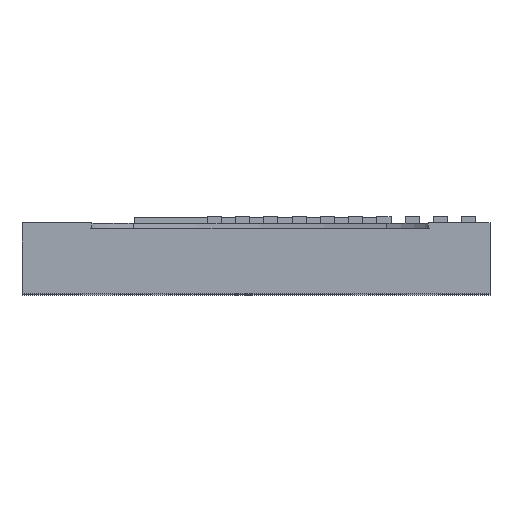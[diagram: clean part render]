
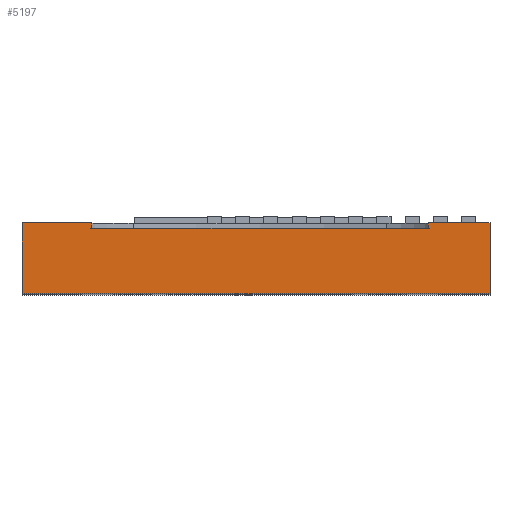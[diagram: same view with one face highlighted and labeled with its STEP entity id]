
A CAD part, top view. The second image highlights one B-rep face of the part: STEP entity #5197.
In plain terms, the highlighted planar face has unit normal (0, 0, 1).
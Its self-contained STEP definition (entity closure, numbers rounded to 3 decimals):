
#101 = VERTEX_POINT ( 'NONE', #5561 ) ;
#168 = DIRECTION ( 'NONE',  ( -1., 0., 0. ) ) ;
#264 = VERTEX_POINT ( 'NONE', #7708 ) ;
#374 = CARTESIAN_POINT ( 'NONE',  ( -11.893, -0.4, -16.62 ) ) ;
#625 = EDGE_CURVE ( 'NONE', #4429, #4026, #7745, .T. ) ;
#705 = VERTEX_POINT ( 'NONE', #3787 ) ;
#727 = EDGE_CURVE ( 'NONE', #4287, #705, #2768, .T. ) ;
#893 = DIRECTION ( 'NONE',  ( 0., 0., -1. ) ) ;
#1042 = CARTESIAN_POINT ( 'NONE',  ( -16.836, -0.4, -16.62 ) ) ;
#1362 = DIRECTION ( 'NONE',  ( -1., 0., 0. ) ) ;
#1389 = LINE ( 'NONE', #5948, #7190 ) ;
#1671 = EDGE_CURVE ( 'NONE', #4429, #264, #1389, .T. ) ;
#1745 = LINE ( 'NONE', #7538, #4349 ) ;
#1952 = VECTOR ( 'NONE', #2515, 1000. ) ;
#1955 = CARTESIAN_POINT ( 'NONE',  ( 0., 0., -16.62 ) ) ;
#2183 = CARTESIAN_POINT ( 'NONE',  ( 0., -0.4, -16.62 ) ) ;
#2197 = ORIENTED_EDGE ( 'NONE', *, *, #625, .F. ) ;
#2260 = VECTOR ( 'NONE', #1362, 1000. ) ;
#2294 = VECTOR ( 'NONE', #7379, 1000. ) ;
#2497 = VECTOR ( 'NONE', #5867, 1000. ) ;
#2515 = DIRECTION ( 'NONE',  ( -1., 0., 0. ) ) ;
#2668 = ORIENTED_EDGE ( 'NONE', *, *, #1671, .T. ) ;
#2768 = LINE ( 'NONE', #1955, #2260 ) ;
#2852 = VECTOR ( 'NONE', #6926, 1000. ) ;
#3153 = VERTEX_POINT ( 'NONE', #3337 ) ;
#3247 = ORIENTED_EDGE ( 'NONE', *, *, #5055, .T. ) ;
#3331 = CARTESIAN_POINT ( 'NONE',  ( 0., 0., -16.62 ) ) ;
#3337 = CARTESIAN_POINT ( 'NONE',  ( 11.893, -0.4, -16.62 ) ) ;
#3348 = DIRECTION ( 'NONE',  ( 0., 1., 0. ) ) ;
#3417 = PLANE ( 'NONE',  #7060 ) ;
#3437 = LINE ( 'NONE', #6040, #2497 ) ;
#3473 = LINE ( 'NONE', #1042, #2852 ) ;
#3787 = CARTESIAN_POINT ( 'NONE',  ( -16.836, 0., -16.62 ) ) ;
#3896 = ORIENTED_EDGE ( 'NONE', *, *, #4125, .F. ) ;
#3990 = CARTESIAN_POINT ( 'NONE',  ( -16.836, -5., -16.62 ) ) ;
#4026 = VERTEX_POINT ( 'NONE', #3990 ) ;
#4125 = EDGE_CURVE ( 'NONE', #3153, #101, #3437, .T. ) ;
#4244 = CARTESIAN_POINT ( 'NONE',  ( -11.893, 0., -16.62 ) ) ;
#4287 = VERTEX_POINT ( 'NONE', #4244 ) ;
#4349 = VECTOR ( 'NONE', #7577, 1000. ) ;
#4429 = VERTEX_POINT ( 'NONE', #6441 ) ;
#4851 = EDGE_LOOP ( 'NONE', ( #5947, #6543, #2197, #2668, #8022, #3896, #8284, #3247 ) ) ;
#4990 = EDGE_CURVE ( 'NONE', #3153, #7634, #1745, .T. ) ;
#5055 = EDGE_CURVE ( 'NONE', #7634, #4287, #8046, .T. ) ;
#5197 = ADVANCED_FACE ( 'NONE', ( #8011 ), #3417, .F. ) ;
#5422 = LINE ( 'NONE', #3331, #2294 ) ;
#5506 = EDGE_CURVE ( 'NONE', #4026, #705, #3473, .T. ) ;
#5561 = CARTESIAN_POINT ( 'NONE',  ( 11.893, 0., -16.62 ) ) ;
#5585 = DIRECTION ( 'NONE',  ( 0., 1., 0. ) ) ;
#5867 = DIRECTION ( 'NONE',  ( 0., 1., 0. ) ) ;
#5947 = ORIENTED_EDGE ( 'NONE', *, *, #727, .T. ) ;
#5948 = CARTESIAN_POINT ( 'NONE',  ( 16.263, -0.4, -16.62 ) ) ;
#6040 = CARTESIAN_POINT ( 'NONE',  ( 11.893, -0.4, -16.62 ) ) ;
#6441 = CARTESIAN_POINT ( 'NONE',  ( 16.263, -5., -16.62 ) ) ;
#6543 = ORIENTED_EDGE ( 'NONE', *, *, #5506, .F. ) ;
#6926 = DIRECTION ( 'NONE',  ( 0., 1., 0. ) ) ;
#7060 = AXIS2_PLACEMENT_3D ( 'NONE', #2183, #893, #168 ) ;
#7190 = VECTOR ( 'NONE', #3348, 1000. ) ;
#7379 = DIRECTION ( 'NONE',  ( -1., 0., 0. ) ) ;
#7538 = CARTESIAN_POINT ( 'NONE',  ( 0., -0.4, -16.62 ) ) ;
#7577 = DIRECTION ( 'NONE',  ( -1., 0., 0. ) ) ;
#7634 = VERTEX_POINT ( 'NONE', #8304 ) ;
#7708 = CARTESIAN_POINT ( 'NONE',  ( 16.263, 0., -16.62 ) ) ;
#7734 = VECTOR ( 'NONE', #5585, 1000. ) ;
#7745 = LINE ( 'NONE', #8344, #1952 ) ;
#8011 = FACE_OUTER_BOUND ( 'NONE', #4851, .T. ) ;
#8022 = ORIENTED_EDGE ( 'NONE', *, *, #8196, .T. ) ;
#8046 = LINE ( 'NONE', #374, #7734 ) ;
#8196 = EDGE_CURVE ( 'NONE', #264, #101, #5422, .T. ) ;
#8284 = ORIENTED_EDGE ( 'NONE', *, *, #4990, .T. ) ;
#8304 = CARTESIAN_POINT ( 'NONE',  ( -11.893, -0.4, -16.62 ) ) ;
#8344 = CARTESIAN_POINT ( 'NONE',  ( 0., -5., -16.62 ) ) ;
